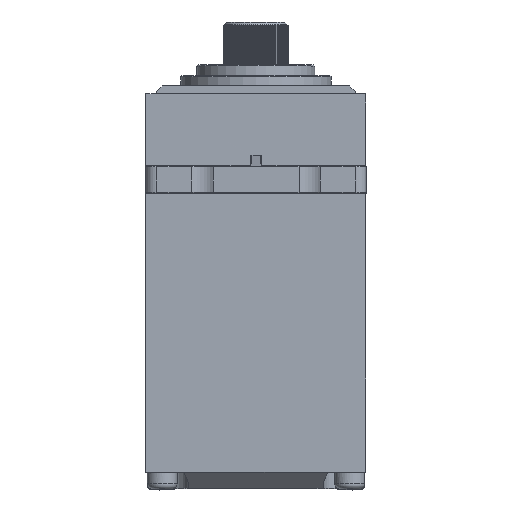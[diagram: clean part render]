
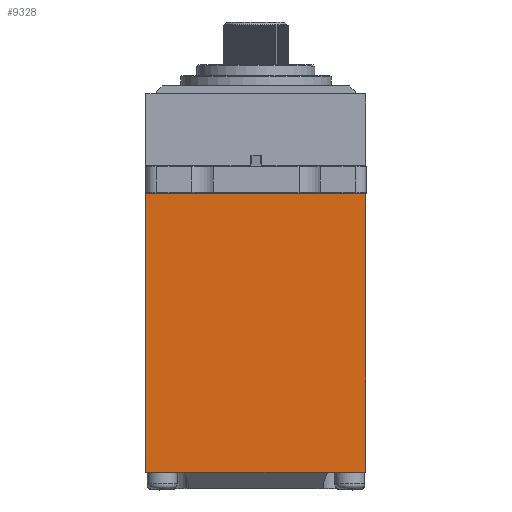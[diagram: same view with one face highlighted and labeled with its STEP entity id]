
A CAD part, top view. The second image highlights one B-rep face of the part: STEP entity #9328.
In plain terms, the highlighted planar face has unit normal (0, 0, 1).
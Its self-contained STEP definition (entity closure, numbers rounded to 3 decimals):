
#981=FACE_OUTER_BOUND('',#1516,.T.);
#1516=EDGE_LOOP('',(#8092,#8093,#8094,#8095,#8096,#8097,#8098,#8099));
#1925=CIRCLE('',#10156,0.05);
#1940=CIRCLE('',#10190,0.05);
#2446=LINE('',#15396,#3189);
#2447=LINE('',#15402,#3190);
#2456=LINE('',#15435,#3199);
#2469=LINE('',#15492,#3212);
#2577=LINE('',#16340,#3320);
#2607=LINE('',#16578,#3350);
#3189=VECTOR('',#11823,10.);
#3190=VECTOR('',#11828,10.);
#3199=VECTOR('',#11863,10.);
#3212=VECTOR('',#11900,10.);
#3320=VECTOR('',#12376,10.);
#3350=VECTOR('',#12508,10.);
#4044=VERTEX_POINT('',#15391);
#4046=VERTEX_POINT('',#15394);
#4048=VERTEX_POINT('',#15400);
#4049=VERTEX_POINT('',#15401);
#4072=VERTEX_POINT('',#15490);
#4217=VERTEX_POINT('',#16337);
#4218=VERTEX_POINT('',#16339);
#4256=VERTEX_POINT('',#16576);
#5245=EDGE_CURVE('',#4046,#4044,#2446,.T.);
#5247=EDGE_CURVE('',#4048,#4049,#2447,.T.);
#5265=EDGE_CURVE('',#4049,#4046,#2456,.T.);
#5285=EDGE_CURVE('',#4048,#4072,#2469,.T.);
#5512=EDGE_CURVE('',#4218,#4217,#2577,.T.);
#5534=EDGE_CURVE('',#4218,#4072,#1925,.F.);
#5575=EDGE_CURVE('',#4217,#4256,#1940,.T.);
#5576=EDGE_CURVE('',#4044,#4256,#2607,.T.);
#8092=ORIENTED_EDGE('',*,*,#5247,.F.);
#8093=ORIENTED_EDGE('',*,*,#5285,.T.);
#8094=ORIENTED_EDGE('',*,*,#5534,.F.);
#8095=ORIENTED_EDGE('',*,*,#5512,.T.);
#8096=ORIENTED_EDGE('',*,*,#5575,.T.);
#8097=ORIENTED_EDGE('',*,*,#5576,.F.);
#8098=ORIENTED_EDGE('',*,*,#5245,.F.);
#8099=ORIENTED_EDGE('',*,*,#5265,.F.);
#8851=PLANE('',#10189);
#9328=ADVANCED_FACE('',(#981),#8851,.T.);
#10156=AXIS2_PLACEMENT_3D('',#16389,#12419,#12420);
#10189=AXIS2_PLACEMENT_3D('',#16575,#12504,#12505);
#10190=AXIS2_PLACEMENT_3D('',#16577,#12506,#12507);
#11823=DIRECTION('',(-1.,0.,0.));
#11828=DIRECTION('',(-1.,0.,0.));
#11863=DIRECTION('',(-1.,0.,0.));
#11900=DIRECTION('',(0.,1.,0.));
#12376=DIRECTION('',(-1.,0.,0.));
#12419=DIRECTION('center_axis',(0.,0.,-1.));
#12420=DIRECTION('ref_axis',(0.707,-0.707,0.));
#12504=DIRECTION('center_axis',(0.,0.,1.));
#12505=DIRECTION('ref_axis',(1.,0.,0.));
#12506=DIRECTION('center_axis',(0.,0.,-1.));
#12507=DIRECTION('ref_axis',(-0.707,-0.707,0.));
#12508=DIRECTION('',(0.,1.,0.));
#15391=CARTESIAN_POINT('',(-20.5,1.5,0.));
#15394=CARTESIAN_POINT('',(-17.,1.5,0.));
#15396=CARTESIAN_POINT('',(-15.375,1.5,0.));
#15400=CARTESIAN_POINT('',(0.,1.5,0.));
#15401=CARTESIAN_POINT('',(-3.5,1.5,0.));
#15402=CARTESIAN_POINT('',(-15.375,1.5,0.));
#15435=CARTESIAN_POINT('',(-15.375,1.5,0.));
#15490=CARTESIAN_POINT('',(0.,27.528,0.));
#15492=CARTESIAN_POINT('',(0.,0.,0.));
#16337=CARTESIAN_POINT('',(-20.451,27.512,0.));
#16339=CARTESIAN_POINT('',(-0.037,27.512,0.));
#16340=CARTESIAN_POINT('',(-20.5,27.512,0.));
#16389=CARTESIAN_POINT('Origin',(-0.037,27.562,0.));
#16575=CARTESIAN_POINT('Origin',(-20.5,0.,0.));
#16576=CARTESIAN_POINT('',(-20.5,27.553,0.));
#16577=CARTESIAN_POINT('Origin',(-20.451,27.562,0.));
#16578=CARTESIAN_POINT('',(-20.5,0.,0.));
